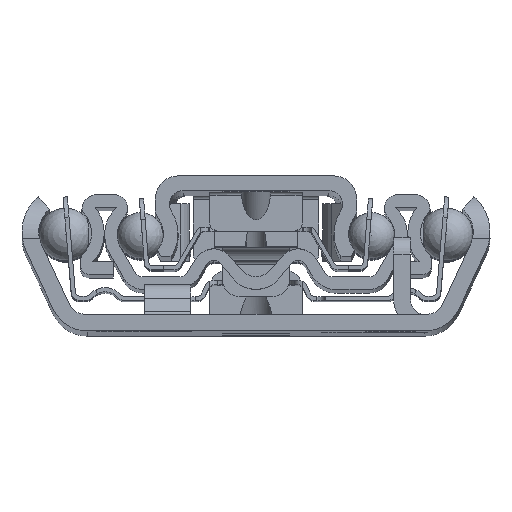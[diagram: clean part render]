
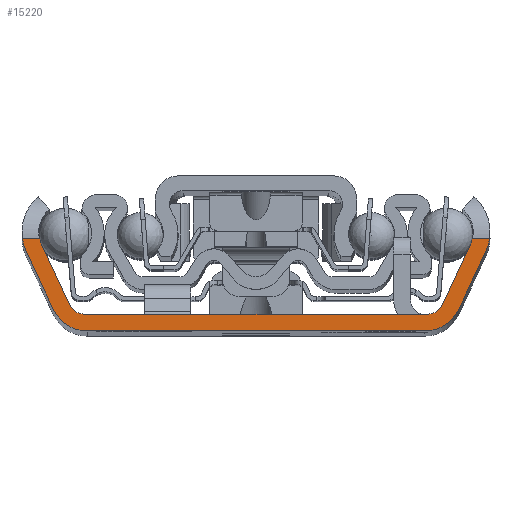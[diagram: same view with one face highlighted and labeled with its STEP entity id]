
A CAD part, top view. The second image highlights one B-rep face of the part: STEP entity #15220.
In plain terms, the highlighted planar face has unit normal (0, 0, 1).
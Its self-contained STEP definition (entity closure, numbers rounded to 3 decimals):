
#261=PLANE('',#21644);
#1578=FACE_OUTER_BOUND('',#2667,.T.);
#2667=EDGE_LOOP('',(#9775,#9776,#9777,#9778,#9779,#9780,#9781,#9782,#9783,
#9784,#9785,#9786,#9787,#9788,#9789,#9790));
#4015=VERTEX_POINT('',#31611);
#4016=VERTEX_POINT('',#31613);
#4050=VERTEX_POINT('',#31709);
#4051=VERTEX_POINT('',#31710);
#4150=VERTEX_POINT('',#32053);
#4152=VERTEX_POINT('',#32068);
#4154=VERTEX_POINT('',#32082);
#4156=VERTEX_POINT('',#32095);
#4157=VERTEX_POINT('',#32110);
#4163=VERTEX_POINT('',#32135);
#4164=VERTEX_POINT('',#32137);
#4165=VERTEX_POINT('',#32140);
#4166=VERTEX_POINT('',#32142);
#4167=VERTEX_POINT('',#32145);
#4168=VERTEX_POINT('',#32147);
#4169=VERTEX_POINT('',#32150);
#6109=EDGE_CURVE('',#4015,#4016,#17544,.T.);
#6146=EDGE_CURVE('',#4050,#4051,#17570,.T.);
#6320=EDGE_CURVE('',#4150,#4152,#17700,.T.);
#6324=EDGE_CURVE('',#4154,#4156,#17701,.T.);
#6325=EDGE_CURVE('',#4154,#4157,#16356,.T.);
#6333=EDGE_CURVE('',#4163,#4156,#16358,.T.);
#6334=EDGE_CURVE('',#4164,#4163,#17706,.T.);
#6335=EDGE_CURVE('',#4016,#4164,#16359,.T.);
#6336=EDGE_CURVE('',#4165,#4015,#16360,.T.);
#6337=EDGE_CURVE('',#4166,#4165,#17707,.T.);
#6338=EDGE_CURVE('',#4150,#4166,#16361,.T.);
#6339=EDGE_CURVE('',#4167,#4152,#16362,.T.);
#6340=EDGE_CURVE('',#4168,#4167,#17708,.T.);
#6341=EDGE_CURVE('',#4051,#4168,#16363,.T.);
#6342=EDGE_CURVE('',#4169,#4050,#16364,.T.);
#6343=EDGE_CURVE('',#4157,#4169,#17709,.T.);
#9775=ORIENTED_EDGE('',*,*,#6324,.T.);
#9776=ORIENTED_EDGE('',*,*,#6333,.F.);
#9777=ORIENTED_EDGE('',*,*,#6334,.F.);
#9778=ORIENTED_EDGE('',*,*,#6335,.F.);
#9779=ORIENTED_EDGE('',*,*,#6109,.F.);
#9780=ORIENTED_EDGE('',*,*,#6336,.F.);
#9781=ORIENTED_EDGE('',*,*,#6337,.F.);
#9782=ORIENTED_EDGE('',*,*,#6338,.F.);
#9783=ORIENTED_EDGE('',*,*,#6320,.T.);
#9784=ORIENTED_EDGE('',*,*,#6339,.F.);
#9785=ORIENTED_EDGE('',*,*,#6340,.F.);
#9786=ORIENTED_EDGE('',*,*,#6341,.F.);
#9787=ORIENTED_EDGE('',*,*,#6146,.F.);
#9788=ORIENTED_EDGE('',*,*,#6342,.F.);
#9789=ORIENTED_EDGE('',*,*,#6343,.F.);
#9790=ORIENTED_EDGE('',*,*,#6325,.F.);
#15220=ADVANCED_FACE('',(#1578),#261,.T.);
#16356=CIRCLE('',#21640,3.5);
#16358=CIRCLE('',#21645,5.5);
#16359=CIRCLE('',#21646,4.5);
#16360=CIRCLE('',#21647,4.5);
#16361=CIRCLE('',#21648,5.5);
#16362=CIRCLE('',#21649,3.5);
#16363=CIRCLE('',#21650,2.);
#16364=CIRCLE('',#21651,2.);
#17544=LINE('',#31614,#19474);
#17570=LINE('',#31711,#19500);
#17700=LINE('',#32079,#19630);
#17701=LINE('',#32108,#19631);
#17706=LINE('',#32138,#19636);
#17707=LINE('',#32143,#19637);
#17708=LINE('',#32148,#19638);
#17709=LINE('',#32152,#19639);
#19474=VECTOR('',#24133,40.199);
#19500=VECTOR('',#24183,40.836);
#19630=VECTOR('',#24543,2.034);
#19631=VECTOR('',#24548,2.034);
#19636=VECTOR('',#24567,7.588);
#19637=VECTOR('',#24572,7.588);
#19638=VECTOR('',#24577,7.907);
#19639=VECTOR('',#24582,7.907);
#21640=AXIS2_PLACEMENT_3D('',#32111,#24551,#24552);
#21644=AXIS2_PLACEMENT_3D('',#32134,#24563,#24564);
#21645=AXIS2_PLACEMENT_3D('',#32136,#24565,#24566);
#21646=AXIS2_PLACEMENT_3D('',#32139,#24568,#24569);
#21647=AXIS2_PLACEMENT_3D('',#32141,#24570,#24571);
#21648=AXIS2_PLACEMENT_3D('',#32144,#24573,#24574);
#21649=AXIS2_PLACEMENT_3D('',#32146,#24575,#24576);
#21650=AXIS2_PLACEMENT_3D('',#32149,#24578,#24579);
#21651=AXIS2_PLACEMENT_3D('',#32151,#24580,#24581);
#24133=DIRECTION('',(-1.,0.,0.));
#24183=DIRECTION('',(1.,0.,0.));
#24543=DIRECTION('',(-1.,0.,0.));
#24548=DIRECTION('',(-1.,0.,0.));
#24551=DIRECTION('center_axis',(0.,0.,1.));
#24552=DIRECTION('ref_axis',(0.643,-0.766,0.));
#24563=DIRECTION('center_axis',(0.,0.,1.));
#24564=DIRECTION('ref_axis',(1.,0.,0.));
#24565=DIRECTION('center_axis',(0.,0.,-1.));
#24566=DIRECTION('ref_axis',(-0.646,0.764,0.));
#24567=DIRECTION('',(-0.423,0.906,0.));
#24568=DIRECTION('center_axis',(0.,0.,-1.));
#24569=DIRECTION('ref_axis',(-0.906,-0.423,0.));
#24570=DIRECTION('center_axis',(0.,0.,-1.));
#24571=DIRECTION('ref_axis',(0.,-1.,0.));
#24572=DIRECTION('',(-0.423,-0.906,0.));
#24573=DIRECTION('center_axis',(0.,0.,-1.));
#24574=DIRECTION('ref_axis',(0.906,-0.423,0.));
#24575=DIRECTION('center_axis',(0.,0.,1.));
#24576=DIRECTION('ref_axis',(-0.906,0.423,0.));
#24577=DIRECTION('',(0.423,0.906,0.));
#24578=DIRECTION('center_axis',(0.,0.,1.));
#24579=DIRECTION('ref_axis',(0.,1.,0.));
#24580=DIRECTION('center_axis',(0.,0.,1.));
#24581=DIRECTION('ref_axis',(0.906,0.423,0.));
#24582=DIRECTION('',(0.423,-0.906,0.));
#31611=CARTESIAN_POINT('',(20.099,0.,350.));
#31613=CARTESIAN_POINT('',(-20.099,0.,350.));
#31614=CARTESIAN_POINT('',(-20.099,0.,350.));
#31709=CARTESIAN_POINT('',(-20.418,2.,350.));
#31710=CARTESIAN_POINT('',(20.418,2.,350.));
#31711=CARTESIAN_POINT('',(20.418,2.,350.));
#32053=CARTESIAN_POINT('',(27.842,11.,350.));
#32068=CARTESIAN_POINT('',(25.807,11.,350.));
#32079=CARTESIAN_POINT('',(0.,11.,350.));
#32082=CARTESIAN_POINT('',(-25.807,11.,350.));
#32095=CARTESIAN_POINT('',(-27.842,11.,350.));
#32108=CARTESIAN_POINT('',(0.,11.,350.));
#32110=CARTESIAN_POINT('',(-25.572,10.321,350.));
#32111=CARTESIAN_POINT('Origin',(-22.4,11.8,350.));
#32134=CARTESIAN_POINT('Origin',(0.,4.283,
350.));
#32135=CARTESIAN_POINT('',(-27.385,9.476,350.));
#32136=CARTESIAN_POINT('Origin',(-22.4,11.8,350.));
#32137=CARTESIAN_POINT('',(-24.178,2.598,350.));
#32138=CARTESIAN_POINT('',(-27.385,9.476,350.));
#32139=CARTESIAN_POINT('Origin',(-20.099,4.5,350.));
#32140=CARTESIAN_POINT('',(24.178,2.598,350.));
#32141=CARTESIAN_POINT('Origin',(20.099,4.5,350.));
#32142=CARTESIAN_POINT('',(27.385,9.476,350.));
#32143=CARTESIAN_POINT('',(24.178,2.598,350.));
#32144=CARTESIAN_POINT('Origin',(22.4,11.8,350.));
#32145=CARTESIAN_POINT('',(25.572,10.321,350.));
#32146=CARTESIAN_POINT('Origin',(22.4,11.8,350.));
#32147=CARTESIAN_POINT('',(22.23,3.155,350.));
#32148=CARTESIAN_POINT('',(25.572,10.321,350.));
#32149=CARTESIAN_POINT('Origin',(20.418,4.,350.));
#32150=CARTESIAN_POINT('',(-22.23,3.155,350.));
#32151=CARTESIAN_POINT('Origin',(-20.418,4.,350.));
#32152=CARTESIAN_POINT('',(-22.23,3.155,350.));
